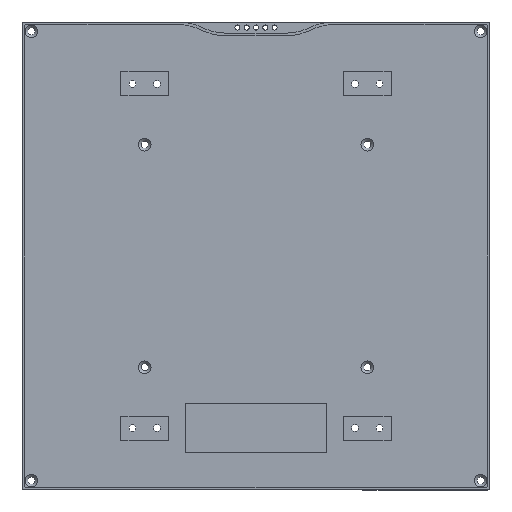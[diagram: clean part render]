
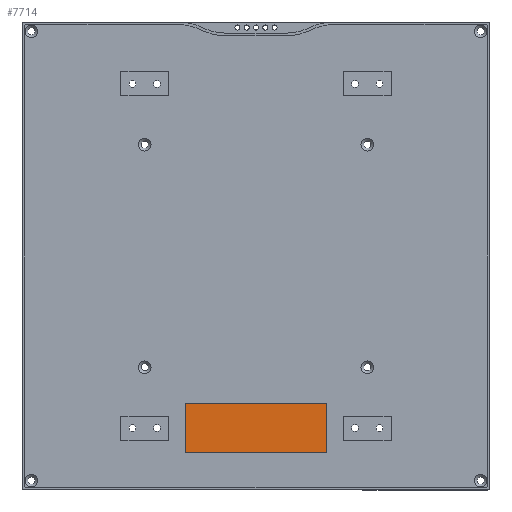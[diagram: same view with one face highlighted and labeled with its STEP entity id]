
A CAD part, front view. The second image highlights one B-rep face of the part: STEP entity #7714.
In plain terms, the highlighted planar face has unit normal (0, -1, 0).
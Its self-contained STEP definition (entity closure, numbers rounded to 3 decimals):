
#557=PLANE('',#8182);
#791=FACE_OUTER_BOUND('',#1228,.T.);
#1228=EDGE_LOOP('',(#5356,#5357,#5358,#5359));
#1711=LINE('',#10666,#2521);
#1714=LINE('',#10671,#2524);
#1740=LINE('',#10794,#2550);
#1741=LINE('',#10796,#2551);
#2521=VECTOR('',#8736,10.);
#2524=VECTOR('',#8741,10.);
#2550=VECTOR('',#8819,10.);
#2551=VECTOR('',#8822,10.);
#3330=VERTEX_POINT('',#10663);
#3331=VERTEX_POINT('',#10665);
#3332=VERTEX_POINT('',#10669);
#3383=VERTEX_POINT('',#10792);
#4111=EDGE_CURVE('',#3330,#3331,#1711,.T.);
#4114=EDGE_CURVE('',#3332,#3330,#1714,.T.);
#4166=EDGE_CURVE('',#3383,#3332,#1740,.T.);
#4167=EDGE_CURVE('',#3331,#3383,#1741,.T.);
#5356=ORIENTED_EDGE('',*,*,#4111,.F.);
#5357=ORIENTED_EDGE('',*,*,#4114,.F.);
#5358=ORIENTED_EDGE('',*,*,#4166,.F.);
#5359=ORIENTED_EDGE('',*,*,#4167,.F.);
#7714=ADVANCED_FACE('',(#791),#557,.F.);
#8182=AXIS2_PLACEMENT_3D('',#10797,#8823,#8824);
#8736=DIRECTION('',(1.,0.,0.));
#8741=DIRECTION('',(0.,0.,1.));
#8819=DIRECTION('',(-1.,0.,0.));
#8822=DIRECTION('',(0.,0.,-1.));
#8823=DIRECTION('center_axis',(0.,1.,0.));
#8824=DIRECTION('ref_axis',(0.,0.,1.));
#10663=CARTESIAN_POINT('',(-30.407,-4.8,-63.75));
#10665=CARTESIAN_POINT('',(30.593,-4.8,-63.75));
#10666=CARTESIAN_POINT('',(-30.407,-4.8,-63.75));
#10669=CARTESIAN_POINT('',(-30.407,-4.8,-84.75));
#10671=CARTESIAN_POINT('',(-30.407,-4.8,-84.75));
#10792=CARTESIAN_POINT('',(30.593,-4.8,-84.75));
#10794=CARTESIAN_POINT('',(30.593,-4.8,-84.75));
#10796=CARTESIAN_POINT('',(30.593,-4.8,-63.75));
#10797=CARTESIAN_POINT('Origin',(0.093,-4.8,-74.25));
